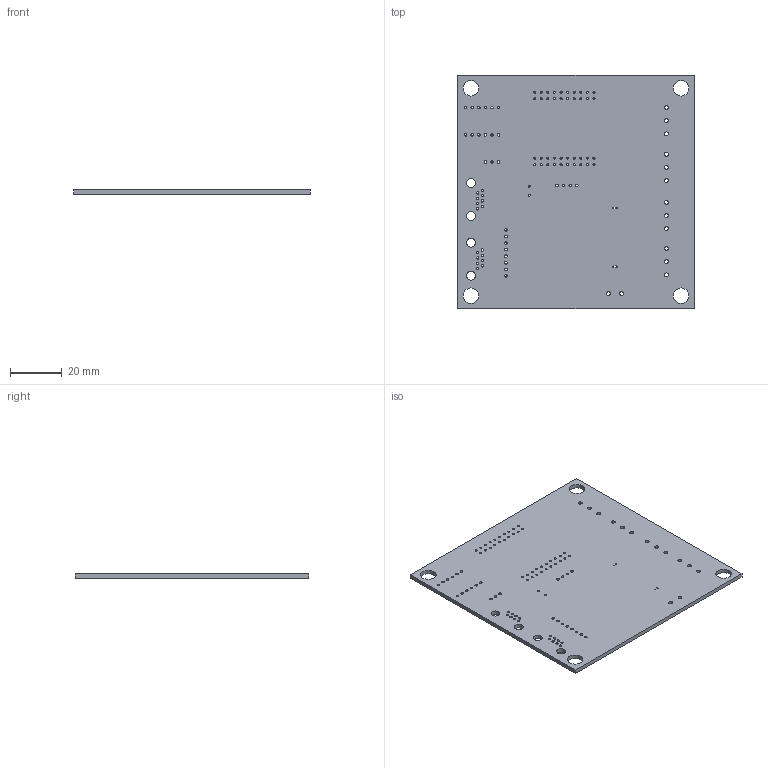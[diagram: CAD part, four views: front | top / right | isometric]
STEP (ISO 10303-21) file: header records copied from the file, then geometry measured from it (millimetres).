
FILE_DESCRIPTION(('KiCad electronic assembly'),'2;1');
FILE_NAME('smart-desk.step','2022-04-12T17:52:33',('Pcbnew'),('Kicad'), 'Open CASCADE STEP processor 7.5','KiCad to STEP converter','Unknown' );
FILE_SCHEMA(('AUTOMOTIVE_DESIGN { 1 0 10303 214 1 1 1 1 }'));
Length unit declared in the file: millimetre
Products named in the file (2): smart-desk 1; smart-desk PCB
Assembly tree (1 placements, depth 2):
  smart-desk 1
    smart-desk PCB
Bounding box: 91 x 90 x 1.6 mm (x, y, z)
Volume: 12737.9 mm3; surface area: 17187.2 mm2
Topology: 1 solids, 1 shells, 121 faces, 357 edges, 238 vertices
Faces by surface type: cylinder 111, plane 10
Full cylindrical faces by diameter (mm): 0.8 x42, 0.914 x16, 1 x27, 1.5 x14, 3.4 x4, 6 x4
Entity records: 9963 total; most frequent: CARTESIAN_POINT 2764, DIRECTION 1317, ORIENTED_EDGE 714, PCURVE 714, DEFINITIONAL_REPRESENTATION 714, LINE 627, VECTOR 627, EDGE_CURVE 357
